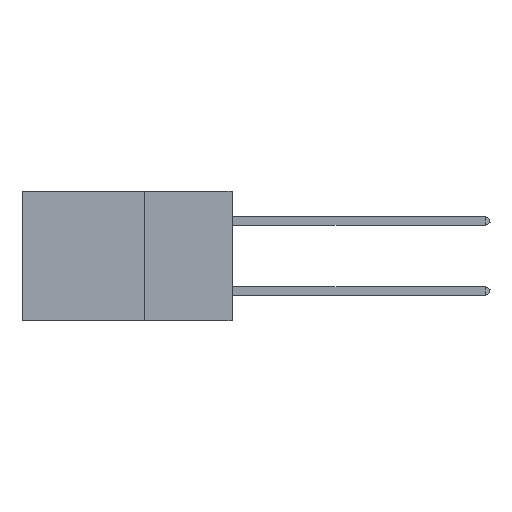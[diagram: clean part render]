
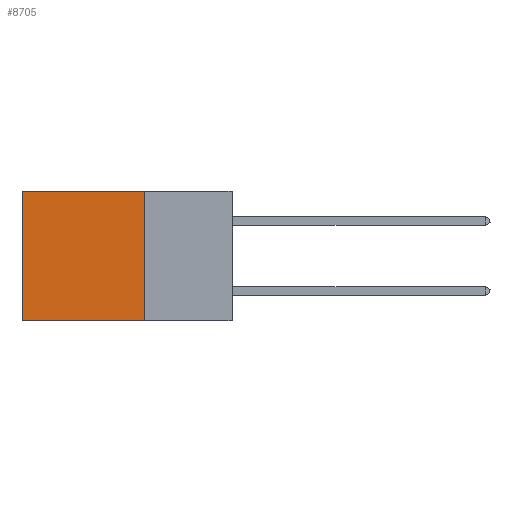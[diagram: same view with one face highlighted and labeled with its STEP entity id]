
A CAD part, left-side view. The second image highlights one B-rep face of the part: STEP entity #8705.
In plain terms, the highlighted planar face has unit normal (-1, 0, 0).
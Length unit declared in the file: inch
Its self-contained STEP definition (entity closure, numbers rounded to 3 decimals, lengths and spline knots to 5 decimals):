
#132 = ORIENTED_EDGE ( 'NONE', *, *, #30874, .F. ) ;
#386 = ORIENTED_EDGE ( 'NONE', *, *, #31330, .T. ) ;
#827 = VECTOR ( 'NONE', #11832, 39.37008 ) ;
#2629 = AXIS2_PLACEMENT_3D ( 'NONE', #14706, #25080, #6758 ) ;
#3279 = DIRECTION ( 'NONE',  ( 0., 0., -1. ) ) ;
#4580 = VERTEX_POINT ( 'NONE', #37457 ) ;
#6758 = DIRECTION ( 'NONE',  ( 0., 0., -1. ) ) ;
#8705 = ADVANCED_FACE ( 'NONE', ( #29675 ), #36014, .F. ) ;
#10811 = LINE ( 'NONE', #25037, #22211 ) ;
#10840 = CARTESIAN_POINT ( 'NONE',  ( 0.2875, 0.25, -0.37 ) ) ;
#11832 = DIRECTION ( 'NONE',  ( 0., 0., -1. ) ) ;
#11839 = EDGE_CURVE ( 'NONE', #35364, #4580, #27973, .T. ) ;
#14706 = CARTESIAN_POINT ( 'NONE',  ( 0.2875, 0.25, 0. ) ) ;
#16268 = EDGE_LOOP ( 'NONE', ( #36574, #132, #34597, #386 ) ) ;
#16681 = DIRECTION ( 'NONE',  ( 0., 1., 0. ) ) ;
#16737 = CARTESIAN_POINT ( 'NONE',  ( 0.2875, 0.25, 0. ) ) ;
#18435 = VECTOR ( 'NONE', #16681, 39.37008 ) ;
#18537 = CARTESIAN_POINT ( 'NONE',  ( 0.2875, 0.6, -0.37 ) ) ;
#18635 = DIRECTION ( 'NONE',  ( 0., 1., 0. ) ) ;
#21223 = CARTESIAN_POINT ( 'NONE',  ( 0.2875, 0.6, 0. ) ) ;
#22080 = VERTEX_POINT ( 'NONE', #18537 ) ;
#22211 = VECTOR ( 'NONE', #18635, 39.37008 ) ;
#24215 = CARTESIAN_POINT ( 'NONE',  ( 0.2875, 0.6, 0. ) ) ;
#24493 = CARTESIAN_POINT ( 'NONE',  ( 0.2875, 0.25, 0. ) ) ;
#25037 = CARTESIAN_POINT ( 'NONE',  ( 0.2875, 0.25, 0. ) ) ;
#25080 = DIRECTION ( 'NONE',  ( 1., 0., 0. ) ) ;
#25572 = VERTEX_POINT ( 'NONE', #21223 ) ;
#27973 = LINE ( 'NONE', #24493, #31756 ) ;
#29675 = FACE_OUTER_BOUND ( 'NONE', #16268, .T. ) ;
#29790 = LINE ( 'NONE', #24215, #827 ) ;
#29859 = LINE ( 'NONE', #10840, #18435 ) ;
#30874 = EDGE_CURVE ( 'NONE', #4580, #22080, #29859, .T. ) ;
#31330 = EDGE_CURVE ( 'NONE', #35364, #25572, #10811, .T. ) ;
#31756 = VECTOR ( 'NONE', #3279, 39.37008 ) ;
#34597 = ORIENTED_EDGE ( 'NONE', *, *, #11839, .F. ) ;
#35044 = EDGE_CURVE ( 'NONE', #25572, #22080, #29790, .T. ) ;
#35364 = VERTEX_POINT ( 'NONE', #16737 ) ;
#36014 = PLANE ( 'NONE',  #2629 ) ;
#36574 = ORIENTED_EDGE ( 'NONE', *, *, #35044, .T. ) ;
#37457 = CARTESIAN_POINT ( 'NONE',  ( 0.2875, 0.25, -0.37 ) ) ;
